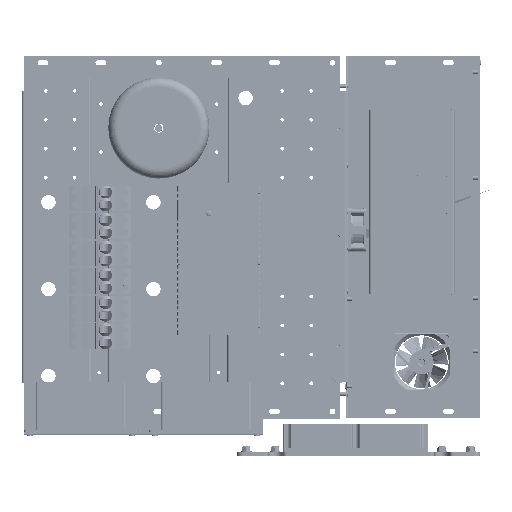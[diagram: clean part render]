
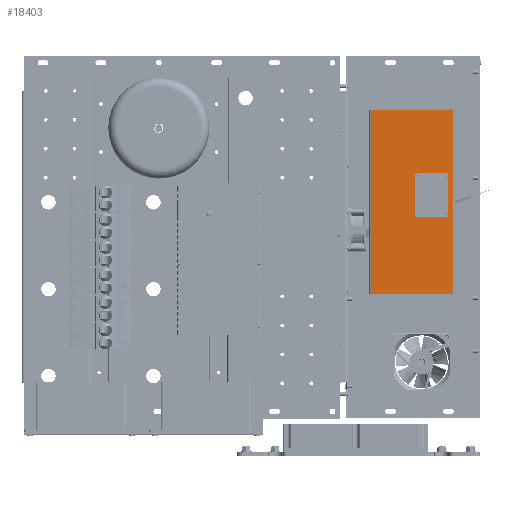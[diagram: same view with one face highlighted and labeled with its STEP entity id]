
A CAD part, top view. The second image highlights one B-rep face of the part: STEP entity #18403.
In plain terms, the highlighted face is planar.
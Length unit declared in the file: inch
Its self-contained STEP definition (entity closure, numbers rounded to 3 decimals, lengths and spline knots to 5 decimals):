
#2211 = FACE_BOUND ( 'NONE', #42874, .T. ) ;
#3014 = EDGE_CURVE ( 'NONE', #13835, #80110, #5529, .T. ) ;
#3434 = ORIENTED_EDGE ( 'NONE', *, *, #43902, .F. ) ;
#4108 = ORIENTED_EDGE ( 'NONE', *, *, #186052, .F. ) ;
#5529 = CIRCLE ( 'NONE', #180508, 0.23622 ) ;
#6568 = EDGE_LOOP ( 'NONE', ( #96466, #16278, #10066, #150946, #117394, #142200, #63083, #114508 ) ) ;
#6815 = DIRECTION ( 'NONE',  ( 0., 1., 0. ) ) ;
#7308 = DIRECTION ( 'NONE',  ( 0., -1., 0. ) ) ;
#7968 = DIRECTION ( 'NONE',  ( -1., 0., 0. ) ) ;
#9861 = AXIS2_PLACEMENT_3D ( 'NONE', #57732, #27566, #41651 ) ;
#10066 = ORIENTED_EDGE ( 'NONE', *, *, #151335, .T. ) ;
#10277 = EDGE_CURVE ( 'NONE', #157387, #157387, #168656, .T. ) ;
#12245 = VECTOR ( 'NONE', #101481, 39.37008 ) ;
#13835 = VERTEX_POINT ( 'NONE', #67541 ) ;
#14505 = VECTOR ( 'NONE', #42485, 39.37008 ) ;
#16278 = ORIENTED_EDGE ( 'NONE', *, *, #138734, .T. ) ;
#17269 = LINE ( 'NONE', #109573, #173863 ) ;
#18403 = ADVANCED_FACE ( 'NONE', ( #45512, #197408, #139704, #130011, #2211, #166136 ), #67836, .T. ) ;
#20115 = EDGE_CURVE ( 'NONE', #85908, #113472, #192728, .T. ) ;
#23245 = VECTOR ( 'NONE', #179419, 39.37008 ) ;
#23538 = VECTOR ( 'NONE', #35511, 39.37008 ) ;
#24246 = VERTEX_POINT ( 'NONE', #27927 ) ;
#25304 = CARTESIAN_POINT ( 'NONE',  ( -3.20866, 2.3858, -4.07517 ) ) ;
#27566 = DIRECTION ( 'NONE',  ( -1., 0., 0. ) ) ;
#27817 = EDGE_LOOP ( 'NONE', ( #90435, #134398, #4108, #161180 ) ) ;
#27927 = CARTESIAN_POINT ( 'NONE',  ( -3.20866, 4.43304, -4.07517 ) ) ;
#32125 = EDGE_LOOP ( 'NONE', ( #49280 ) ) ;
#33438 = VERTEX_POINT ( 'NONE', #157872 ) ;
#35511 = DIRECTION ( 'NONE',  ( 0., -1., 0. ) ) ;
#38210 = DIRECTION ( 'NONE',  ( 0., -1., 0. ) ) ;
#41651 = DIRECTION ( 'NONE',  ( 0., -1., 0. ) ) ;
#42485 = DIRECTION ( 'NONE',  ( 0., 0., 1. ) ) ;
#42874 = EDGE_LOOP ( 'NONE', ( #106307 ) ) ;
#43902 = EDGE_CURVE ( 'NONE', #164320, #164320, #110279, .T. ) ;
#45512 = FACE_BOUND ( 'NONE', #6568, .T. ) ;
#46229 = VERTEX_POINT ( 'NONE', #109239 ) ;
#49271 = CIRCLE ( 'NONE', #102590, 0.05906 ) ;
#49280 = ORIENTED_EDGE ( 'NONE', *, *, #10277, .F. ) ;
#49516 = CARTESIAN_POINT ( 'NONE',  ( -3.20866, 2.75981, -2.89407 ) ) ;
#49862 = CIRCLE ( 'NONE', #61729, 0.23622 ) ;
#53513 = CARTESIAN_POINT ( 'NONE',  ( -3.20866, 2.44485, -4.07517 ) ) ;
#57732 = CARTESIAN_POINT ( 'NONE',  ( -3.20866, 4.49209, -2.57911 ) ) ;
#57747 = LINE ( 'NONE', #136776, #14505 ) ;
#58519 = CARTESIAN_POINT ( 'NONE',  ( -3.20866, -1.181, -0.0315 ) ) ;
#61729 = AXIS2_PLACEMENT_3D ( 'NONE', #49516, #96536, #64864 ) ;
#63083 = ORIENTED_EDGE ( 'NONE', *, *, #3014, .T. ) ;
#63664 = CIRCLE ( 'NONE', #76775, 0.05906 ) ;
#64431 = DIRECTION ( 'NONE',  ( 0., 0., 1. ) ) ;
#64864 = DIRECTION ( 'NONE',  ( 0., 0., -1. ) ) ;
#65116 = CARTESIAN_POINT ( 'NONE',  ( -3.20866, 2.52359, -2.89407 ) ) ;
#66468 = CARTESIAN_POINT ( 'NONE',  ( -3.20866, 2.75981, -3.76021 ) ) ;
#67541 = CARTESIAN_POINT ( 'NONE',  ( -3.20866, 2.52359, -3.76021 ) ) ;
#67836 = PLANE ( 'NONE',  #152654 ) ;
#71174 = VERTEX_POINT ( 'NONE', #65116 ) ;
#72222 = CARTESIAN_POINT ( 'NONE',  ( -3.20866, 2.52359, -2.89407 ) ) ;
#75553 = VERTEX_POINT ( 'NONE', #195211 ) ;
#76242 = CARTESIAN_POINT ( 'NONE',  ( -3.20866, 4.43304, -2.57911 ) ) ;
#76775 = AXIS2_PLACEMENT_3D ( 'NONE', #195702, #180250, #90554 ) ;
#77871 = CARTESIAN_POINT ( 'NONE',  ( -3.20866, 2.75981, -3.99643 ) ) ;
#80110 = VERTEX_POINT ( 'NONE', #173622 ) ;
#81026 = AXIS2_PLACEMENT_3D ( 'NONE', #168295, #197882, #166272 ) ;
#83355 = CARTESIAN_POINT ( 'NONE',  ( -3.20866, -1.181, -14.87242 ) ) ;
#83903 = DIRECTION ( 'NONE',  ( -1., 0., 0. ) ) ;
#85908 = VERTEX_POINT ( 'NONE', #58519 ) ;
#89345 = CARTESIAN_POINT ( 'NONE',  ( -3.20866, 4.17713, -2.89407 ) ) ;
#90435 = ORIENTED_EDGE ( 'NONE', *, *, #144085, .T. ) ;
#90554 = DIRECTION ( 'NONE',  ( 0., -1., 0. ) ) ;
#90739 = DIRECTION ( 'NONE',  ( 0., 1., 0. ) ) ;
#93524 = VECTOR ( 'NONE', #194889, 39.37008 ) ;
#95156 = ORIENTED_EDGE ( 'NONE', *, *, #129464, .F. ) ;
#95693 = CARTESIAN_POINT ( 'NONE',  ( -3.20866, 2.3858, -2.57911 ) ) ;
#96466 = ORIENTED_EDGE ( 'NONE', *, *, #194726, .T. ) ;
#96536 = DIRECTION ( 'NONE',  ( 1., 0., 0. ) ) ;
#98027 = EDGE_CURVE ( 'NONE', #46229, #71174, #49862, .T. ) ;
#98992 = CARTESIAN_POINT ( 'NONE',  ( -3.20866, -1.181, -0.0315 ) ) ;
#101481 = DIRECTION ( 'NONE',  ( 0., 0., 1. ) ) ;
#102590 = AXIS2_PLACEMENT_3D ( 'NONE', #146628, #83903, #38210 ) ;
#105147 = EDGE_CURVE ( 'NONE', #24246, #24246, #63664, .T. ) ;
#105288 = LINE ( 'NONE', #127679, #23538 ) ;
#106307 = ORIENTED_EDGE ( 'NONE', *, *, #105147, .F. ) ;
#107678 = EDGE_CURVE ( 'NONE', #71174, #13835, #168269, .T. ) ;
#109239 = CARTESIAN_POINT ( 'NONE',  ( -3.20866, 2.75981, -2.65785 ) ) ;
#109573 = CARTESIAN_POINT ( 'NONE',  ( -3.20866, 8.85837, -14.87242 ) ) ;
#110279 = CIRCLE ( 'NONE', #9861, 0.05906 ) ;
#113468 = DIRECTION ( 'NONE',  ( 0., -1., 0. ) ) ;
#113472 = VERTEX_POINT ( 'NONE', #142797 ) ;
#114209 = VERTEX_POINT ( 'NONE', #117150 ) ;
#114284 = AXIS2_PLACEMENT_3D ( 'NONE', #89345, #183697, #152095 ) ;
#114508 = ORIENTED_EDGE ( 'NONE', *, *, #118798, .T. ) ;
#117044 = LINE ( 'NONE', #176804, #23245 ) ;
#117150 = CARTESIAN_POINT ( 'NONE',  ( -3.20866, 8.85837, -4.45669 ) ) ;
#117394 = ORIENTED_EDGE ( 'NONE', *, *, #98027, .T. ) ;
#118798 = EDGE_CURVE ( 'NONE', #80110, #33438, #140003, .T. ) ;
#121072 = EDGE_CURVE ( 'NONE', #75553, #46229, #105288, .T. ) ;
#126452 = EDGE_LOOP ( 'NONE', ( #3434 ) ) ;
#127679 = CARTESIAN_POINT ( 'NONE',  ( -3.20866, 4.17713, -2.65785 ) ) ;
#129464 = EDGE_CURVE ( 'NONE', #195178, #195178, #49271, .T. ) ;
#130011 = FACE_BOUND ( 'NONE', #126452, .T. ) ;
#130134 = VECTOR ( 'NONE', #6815, 39.37008 ) ;
#130295 = VECTOR ( 'NONE', #90739, 39.37008 ) ;
#134018 = CARTESIAN_POINT ( 'NONE',  ( -3.20866, -1.181, -4.45669 ) ) ;
#134398 = ORIENTED_EDGE ( 'NONE', *, *, #20115, .T. ) ;
#135226 = CIRCLE ( 'NONE', #81026, 0.23622 ) ;
#136776 = CARTESIAN_POINT ( 'NONE',  ( -3.20866, 4.41335, -3.76021 ) ) ;
#138734 = EDGE_CURVE ( 'NONE', #156155, #183845, #57747, .T. ) ;
#139704 = FACE_BOUND ( 'NONE', #160798, .T. ) ;
#140003 = LINE ( 'NONE', #77871, #130295 ) ;
#142200 = ORIENTED_EDGE ( 'NONE', *, *, #107678, .T. ) ;
#142797 = CARTESIAN_POINT ( 'NONE',  ( -3.20866, 8.85837, -0.0315 ) ) ;
#144085 = EDGE_CURVE ( 'NONE', #177670, #85908, #190683, .T. ) ;
#146628 = CARTESIAN_POINT ( 'NONE',  ( -3.20866, 2.44485, -2.57911 ) ) ;
#148125 = AXIS2_PLACEMENT_3D ( 'NONE', #53513, #161333, #113468 ) ;
#150946 = ORIENTED_EDGE ( 'NONE', *, *, #121072, .T. ) ;
#151335 = EDGE_CURVE ( 'NONE', #183845, #75553, #191003, .T. ) ;
#152011 = CARTESIAN_POINT ( 'NONE',  ( -3.20866, 4.41335, -3.76021 ) ) ;
#152095 = DIRECTION ( 'NONE',  ( 0., 0., -1. ) ) ;
#152654 = AXIS2_PLACEMENT_3D ( 'NONE', #83355, #7968, #7308 ) ;
#154149 = EDGE_CURVE ( 'NONE', #114209, #177670, #117044, .T. ) ;
#156155 = VERTEX_POINT ( 'NONE', #152011 ) ;
#157387 = VERTEX_POINT ( 'NONE', #25304 ) ;
#157872 = CARTESIAN_POINT ( 'NONE',  ( -3.20866, 4.17713, -3.99643 ) ) ;
#159530 = DIRECTION ( 'NONE',  ( 1., 0., 0. ) ) ;
#160798 = EDGE_LOOP ( 'NONE', ( #95156 ) ) ;
#161180 = ORIENTED_EDGE ( 'NONE', *, *, #154149, .T. ) ;
#161333 = DIRECTION ( 'NONE',  ( -1., 0., 0. ) ) ;
#164320 = VERTEX_POINT ( 'NONE', #76242 ) ;
#166136 = FACE_OUTER_BOUND ( 'NONE', #27817, .T. ) ;
#166272 = DIRECTION ( 'NONE',  ( 0., 0., -1. ) ) ;
#168269 = LINE ( 'NONE', #72222, #93524 ) ;
#168295 = CARTESIAN_POINT ( 'NONE',  ( -3.20866, 4.17713, -3.76021 ) ) ;
#168656 = CIRCLE ( 'NONE', #148125, 0.05906 ) ;
#173622 = CARTESIAN_POINT ( 'NONE',  ( -3.20866, 2.75981, -3.99643 ) ) ;
#173863 = VECTOR ( 'NONE', #64431, 39.37008 ) ;
#174324 = DIRECTION ( 'NONE',  ( 0., 0., -1. ) ) ;
#176804 = CARTESIAN_POINT ( 'NONE',  ( -3.20866, -1.181, -4.45669 ) ) ;
#177670 = VERTEX_POINT ( 'NONE', #134018 ) ;
#179419 = DIRECTION ( 'NONE',  ( 0., -1., 0. ) ) ;
#180250 = DIRECTION ( 'NONE',  ( -1., 0., 0. ) ) ;
#180508 = AXIS2_PLACEMENT_3D ( 'NONE', #66468, #159530, #174324 ) ;
#183697 = DIRECTION ( 'NONE',  ( 1., 0., 0. ) ) ;
#183845 = VERTEX_POINT ( 'NONE', #193729 ) ;
#186052 = EDGE_CURVE ( 'NONE', #114209, #113472, #17269, .T. ) ;
#190683 = LINE ( 'NONE', #193845, #12245 ) ;
#191003 = CIRCLE ( 'NONE', #114284, 0.23622 ) ;
#192728 = LINE ( 'NONE', #98992, #130134 ) ;
#193729 = CARTESIAN_POINT ( 'NONE',  ( -3.20866, 4.41335, -2.89407 ) ) ;
#193845 = CARTESIAN_POINT ( 'NONE',  ( -3.20866, -1.181, -14.87242 ) ) ;
#194726 = EDGE_CURVE ( 'NONE', #33438, #156155, #135226, .T. ) ;
#194889 = DIRECTION ( 'NONE',  ( 0., 0., -1. ) ) ;
#195178 = VERTEX_POINT ( 'NONE', #95693 ) ;
#195211 = CARTESIAN_POINT ( 'NONE',  ( -3.20866, 4.17713, -2.65785 ) ) ;
#195702 = CARTESIAN_POINT ( 'NONE',  ( -3.20866, 4.49209, -4.07517 ) ) ;
#197408 = FACE_BOUND ( 'NONE', #32125, .T. ) ;
#197882 = DIRECTION ( 'NONE',  ( 1., 0., 0. ) ) ;
